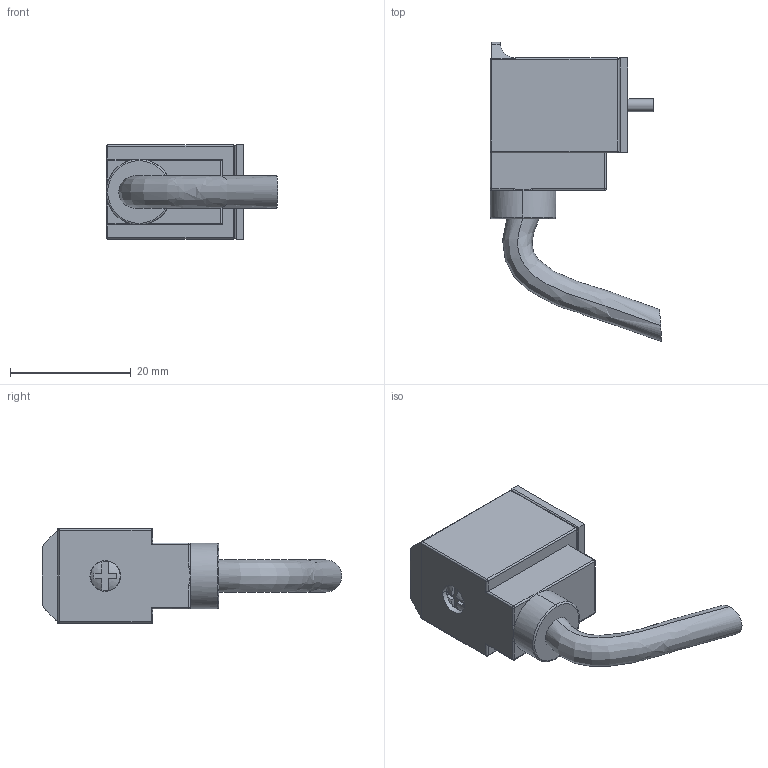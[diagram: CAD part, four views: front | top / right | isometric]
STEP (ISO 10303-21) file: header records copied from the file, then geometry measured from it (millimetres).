
FILE_DESCRIPTION (( 'STEP AP214' ), '1' );
FILE_NAME ('SC8-1.STEP', '2014-06-19T17:08:02', ( '' ), ( '' ), 'SwSTEP 2.0', 'SolidWorks 2013', '' );
FILE_SCHEMA (( 'AUTOMOTIVE_DESIGN' ));
Length unit declared in the file: inch
Products named in the file (1): SC8-1
Bounding box: 28.42 x 49.55 x 15.57 mm (x, y, z)
Volume: 7739 mm3; surface area: 3777.9 mm2
Topology: 1 solids, 1 shells, 143 faces, 340 edges, 197 vertices
Faces by surface type: plane 76, cylinder 43, sphere 14, bspline 6, torus 4
Entity records: 4379 total; most frequent: CARTESIAN_POINT 1115, DIRECTION 691, ORIENTED_EDGE 652, EDGE_CURVE 326, AXIS2_PLACEMENT_3D 245, LINE 201, VECTOR 201, VERTEX_POINT 197
